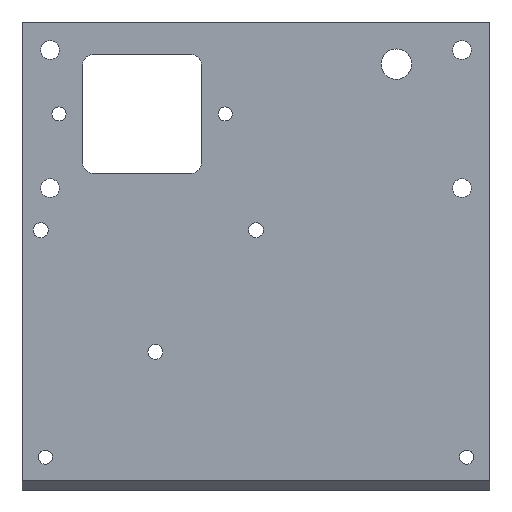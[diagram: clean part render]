
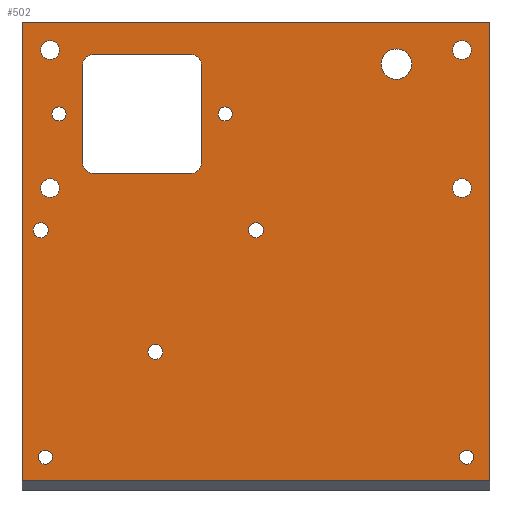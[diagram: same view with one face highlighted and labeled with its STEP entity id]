
A CAD part, top view. The second image highlights one B-rep face of the part: STEP entity #502.
In plain terms, the highlighted planar face has unit normal (0, 0, 1).
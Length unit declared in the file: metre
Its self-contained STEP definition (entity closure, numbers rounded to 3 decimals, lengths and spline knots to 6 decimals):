
#28=LINE('',#778,#59);
#29=LINE('',#781,#60);
#30=LINE('',#783,#61);
#31=LINE('',#785,#62);
#32=LINE('',#789,#63);
#33=LINE('',#793,#64);
#34=LINE('',#797,#65);
#35=LINE('',#801,#66);
#59=VECTOR('',#629,1.);
#60=VECTOR('',#630,1.);
#61=VECTOR('',#631,1.);
#62=VECTOR('',#632,1.);
#63=VECTOR('',#635,1.);
#64=VECTOR('',#638,1.);
#65=VECTOR('',#641,1.);
#66=VECTOR('',#644,1.);
#90=ORIENTED_EDGE('',*,*,#216,.F.);
#91=ORIENTED_EDGE('',*,*,#217,.F.);
#92=ORIENTED_EDGE('',*,*,#218,.F.);
#93=ORIENTED_EDGE('',*,*,#219,.F.);
#94=ORIENTED_EDGE('',*,*,#220,.F.);
#95=ORIENTED_EDGE('',*,*,#221,.F.);
#96=ORIENTED_EDGE('',*,*,#222,.F.);
#97=ORIENTED_EDGE('',*,*,#223,.F.);
#98=ORIENTED_EDGE('',*,*,#224,.F.);
#99=ORIENTED_EDGE('',*,*,#225,.F.);
#100=ORIENTED_EDGE('',*,*,#226,.F.);
#101=ORIENTED_EDGE('',*,*,#227,.F.);
#102=ORIENTED_EDGE('',*,*,#228,.F.);
#103=ORIENTED_EDGE('',*,*,#229,.T.);
#104=ORIENTED_EDGE('',*,*,#230,.T.);
#105=ORIENTED_EDGE('',*,*,#231,.T.);
#106=ORIENTED_EDGE('',*,*,#232,.F.);
#107=ORIENTED_EDGE('',*,*,#233,.T.);
#108=ORIENTED_EDGE('',*,*,#234,.F.);
#109=ORIENTED_EDGE('',*,*,#235,.F.);
#110=ORIENTED_EDGE('',*,*,#236,.F.);
#111=ORIENTED_EDGE('',*,*,#237,.F.);
#112=ORIENTED_EDGE('',*,*,#238,.F.);
#113=ORIENTED_EDGE('',*,*,#239,.T.);
#216=EDGE_CURVE('',#279,#279,#329,.T.);
#217=EDGE_CURVE('',#280,#280,#330,.T.);
#218=EDGE_CURVE('',#281,#281,#331,.T.);
#219=EDGE_CURVE('',#282,#282,#332,.T.);
#220=EDGE_CURVE('',#283,#283,#333,.T.);
#221=EDGE_CURVE('',#284,#284,#334,.T.);
#222=EDGE_CURVE('',#285,#285,#335,.T.);
#223=EDGE_CURVE('',#286,#286,#336,.T.);
#224=EDGE_CURVE('',#287,#287,#337,.T.);
#225=EDGE_CURVE('',#288,#288,#338,.T.);
#226=EDGE_CURVE('',#289,#289,#339,.T.);
#227=EDGE_CURVE('',#290,#290,#340,.T.);
#228=EDGE_CURVE('',#291,#292,#28,.T.);
#229=EDGE_CURVE('',#291,#293,#29,.T.);
#230=EDGE_CURVE('',#293,#294,#30,.T.);
#231=EDGE_CURVE('',#294,#292,#31,.T.);
#232=EDGE_CURVE('',#295,#296,#341,.T.);
#233=EDGE_CURVE('',#295,#297,#32,.T.);
#234=EDGE_CURVE('',#298,#297,#342,.T.);
#235=EDGE_CURVE('',#299,#298,#33,.T.);
#236=EDGE_CURVE('',#300,#299,#343,.T.);
#237=EDGE_CURVE('',#301,#300,#34,.T.);
#238=EDGE_CURVE('',#302,#301,#344,.T.);
#239=EDGE_CURVE('',#302,#296,#35,.T.);
#279=VERTEX_POINT('',#755);
#280=VERTEX_POINT('',#757);
#281=VERTEX_POINT('',#759);
#282=VERTEX_POINT('',#761);
#283=VERTEX_POINT('',#763);
#284=VERTEX_POINT('',#765);
#285=VERTEX_POINT('',#767);
#286=VERTEX_POINT('',#769);
#287=VERTEX_POINT('',#771);
#288=VERTEX_POINT('',#773);
#289=VERTEX_POINT('',#775);
#290=VERTEX_POINT('',#777);
#291=VERTEX_POINT('',#779);
#292=VERTEX_POINT('',#780);
#293=VERTEX_POINT('',#782);
#294=VERTEX_POINT('',#784);
#295=VERTEX_POINT('',#787);
#296=VERTEX_POINT('',#788);
#297=VERTEX_POINT('',#790);
#298=VERTEX_POINT('',#792);
#299=VERTEX_POINT('',#794);
#300=VERTEX_POINT('',#796);
#301=VERTEX_POINT('',#798);
#302=VERTEX_POINT('',#800);
#329=CIRCLE('',#543,0.00325);
#330=CIRCLE('',#544,0.0015);
#331=CIRCLE('',#545,0.0015);
#332=CIRCLE('',#546,0.0016);
#333=CIRCLE('',#547,0.0016);
#334=CIRCLE('',#548,0.0016);
#335=CIRCLE('',#549,0.002);
#336=CIRCLE('',#550,0.0015);
#337=CIRCLE('',#551,0.0015);
#338=CIRCLE('',#552,0.002);
#339=CIRCLE('',#553,0.002);
#340=CIRCLE('',#554,0.002);
#341=CIRCLE('',#555,0.002);
#342=CIRCLE('',#556,0.002);
#343=CIRCLE('',#557,0.002);
#344=CIRCLE('',#558,0.002);
#361=EDGE_LOOP('',(#90));
#362=EDGE_LOOP('',(#91));
#363=EDGE_LOOP('',(#92));
#364=EDGE_LOOP('',(#93));
#365=EDGE_LOOP('',(#94));
#366=EDGE_LOOP('',(#95));
#367=EDGE_LOOP('',(#96));
#368=EDGE_LOOP('',(#97));
#369=EDGE_LOOP('',(#98));
#370=EDGE_LOOP('',(#99));
#371=EDGE_LOOP('',(#100));
#372=EDGE_LOOP('',(#101));
#373=EDGE_LOOP('',(#102,#103,#104,#105));
#374=EDGE_LOOP('',(#106,#107,#108,#109,#110,#111,#112,#113));
#426=FACE_BOUND('',#361,.T.);
#427=FACE_BOUND('',#362,.T.);
#428=FACE_BOUND('',#363,.T.);
#429=FACE_BOUND('',#364,.T.);
#430=FACE_BOUND('',#365,.T.);
#431=FACE_BOUND('',#366,.T.);
#432=FACE_BOUND('',#367,.T.);
#433=FACE_BOUND('',#368,.T.);
#434=FACE_BOUND('',#369,.T.);
#435=FACE_BOUND('',#370,.T.);
#436=FACE_BOUND('',#371,.T.);
#437=FACE_BOUND('',#372,.T.);
#438=FACE_BOUND('',#373,.T.);
#439=FACE_BOUND('',#374,.T.);
#491=PLANE('',#542);
#502=ADVANCED_FACE('',(#426,#427,#428,#429,#430,#431,#432,#433,#434,#435,
#436,#437,#438,#439),#491,.T.);
#542=AXIS2_PLACEMENT_3D('',#753,#603,#604);
#543=AXIS2_PLACEMENT_3D('',#754,#605,#606);
#544=AXIS2_PLACEMENT_3D('',#756,#607,#608);
#545=AXIS2_PLACEMENT_3D('',#758,#609,#610);
#546=AXIS2_PLACEMENT_3D('',#760,#611,#612);
#547=AXIS2_PLACEMENT_3D('',#762,#613,#614);
#548=AXIS2_PLACEMENT_3D('',#764,#615,#616);
#549=AXIS2_PLACEMENT_3D('',#766,#617,#618);
#550=AXIS2_PLACEMENT_3D('',#768,#619,#620);
#551=AXIS2_PLACEMENT_3D('',#770,#621,#622);
#552=AXIS2_PLACEMENT_3D('',#772,#623,#624);
#553=AXIS2_PLACEMENT_3D('',#774,#625,#626);
#554=AXIS2_PLACEMENT_3D('',#776,#627,#628);
#555=AXIS2_PLACEMENT_3D('',#786,#633,#634);
#556=AXIS2_PLACEMENT_3D('',#791,#636,#637);
#557=AXIS2_PLACEMENT_3D('',#795,#639,#640);
#558=AXIS2_PLACEMENT_3D('',#799,#642,#643);
#603=DIRECTION('',(0.,0.,1.));
#604=DIRECTION('',(1.,0.,0.));
#605=DIRECTION('',(0.,0.,1.));
#606=DIRECTION('',(1.,0.,0.));
#607=DIRECTION('',(0.,0.,1.));
#608=DIRECTION('',(1.,0.,0.));
#609=DIRECTION('',(0.,0.,1.));
#610=DIRECTION('',(1.,0.,0.));
#611=DIRECTION('',(0.,0.,1.));
#612=DIRECTION('',(1.,0.,0.));
#613=DIRECTION('',(0.,0.,1.));
#614=DIRECTION('',(1.,0.,0.));
#615=DIRECTION('',(0.,0.,1.));
#616=DIRECTION('',(1.,0.,0.));
#617=DIRECTION('',(0.,0.,1.));
#618=DIRECTION('',(1.,0.,0.));
#619=DIRECTION('',(0.,0.,1.));
#620=DIRECTION('',(1.,0.,0.));
#621=DIRECTION('',(0.,0.,1.));
#622=DIRECTION('',(1.,0.,0.));
#623=DIRECTION('',(0.,0.,1.));
#624=DIRECTION('',(1.,0.,0.));
#625=DIRECTION('',(0.,0.,1.));
#626=DIRECTION('',(1.,0.,0.));
#627=DIRECTION('',(0.,0.,1.));
#628=DIRECTION('',(1.,0.,0.));
#629=DIRECTION('',(0.,1.,0.));
#630=DIRECTION('',(1.,0.,0.));
#631=DIRECTION('',(0.,1.,0.));
#632=DIRECTION('',(-1.,0.,0.));
#633=DIRECTION('',(0.,0.,1.));
#634=DIRECTION('',(1.,0.,0.));
#635=DIRECTION('',(0.,1.,0.));
#636=DIRECTION('',(0.,0.,1.));
#637=DIRECTION('',(1.,0.,0.));
#638=DIRECTION('',(-1.,0.,0.));
#639=DIRECTION('',(0.,0.,1.));
#640=DIRECTION('',(1.,0.,0.));
#641=DIRECTION('',(0.,1.,0.));
#642=DIRECTION('',(0.,0.,1.));
#643=DIRECTION('',(1.,0.,0.));
#644=DIRECTION('',(-1.,0.,0.));
#753=CARTESIAN_POINT('',(0.,0.,0.003));
#754=CARTESIAN_POINT('',(0.03,0.041,0.003));
#755=CARTESIAN_POINT('',(0.03325,0.041,0.003));
#756=CARTESIAN_POINT('',(-0.0066,0.03035,0.003));
#757=CARTESIAN_POINT('',(-0.0051,0.03035,0.003));
#758=CARTESIAN_POINT('',(-0.0421,0.03035,0.003));
#759=CARTESIAN_POINT('',(-0.0406,0.03035,0.003));
#760=CARTESIAN_POINT('',(0.,0.0055,0.003));
#761=CARTESIAN_POINT('',(0.0016,0.0055,0.003));
#762=CARTESIAN_POINT('',(-0.046,0.0055,0.003));
#763=CARTESIAN_POINT('',(-0.0444,0.0055,0.003));
#764=CARTESIAN_POINT('',(-0.0215,-0.0205,0.003));
#765=CARTESIAN_POINT('',(-0.0199,-0.0205,0.003));
#766=CARTESIAN_POINT('',(-0.044,0.044,0.003));
#767=CARTESIAN_POINT('',(-0.042,0.044,0.003));
#768=CARTESIAN_POINT('',(0.045,-0.043,0.003));
#769=CARTESIAN_POINT('',(0.0465,-0.043,0.003));
#770=CARTESIAN_POINT('',(-0.045,-0.043,0.003));
#771=CARTESIAN_POINT('',(-0.0435,-0.043,0.003));
#772=CARTESIAN_POINT('',(0.044,0.0145,0.003));
#773=CARTESIAN_POINT('',(0.046,0.0145,0.003));
#774=CARTESIAN_POINT('',(0.044,0.044,0.003));
#775=CARTESIAN_POINT('',(0.046,0.044,0.003));
#776=CARTESIAN_POINT('',(-0.044,0.0145,0.003));
#777=CARTESIAN_POINT('',(-0.042,0.0145,0.003));
#778=CARTESIAN_POINT('',(-0.05,0.,0.003));
#779=CARTESIAN_POINT('',(-0.05,-0.048,0.003));
#780=CARTESIAN_POINT('',(-0.05,0.05,0.003));
#781=CARTESIAN_POINT('',(0.,-0.048,0.003));
#782=CARTESIAN_POINT('',(0.05,-0.048,0.003));
#783=CARTESIAN_POINT('',(0.05,0.,0.003));
#784=CARTESIAN_POINT('',(0.05,0.05,0.003));
#785=CARTESIAN_POINT('',(0.,0.05,0.003));
#786=CARTESIAN_POINT('',(-0.035,0.0197,0.003));
#787=CARTESIAN_POINT('',(-0.037,0.0197,0.003));
#788=CARTESIAN_POINT('',(-0.035,0.0177,0.003));
#789=CARTESIAN_POINT('',(-0.037,0.03035,0.003));
#790=CARTESIAN_POINT('',(-0.037,0.041,0.003));
#791=CARTESIAN_POINT('',(-0.035,0.041,0.003));
#792=CARTESIAN_POINT('',(-0.035,0.043,0.003));
#793=CARTESIAN_POINT('',(-0.02435,0.043,0.003));
#794=CARTESIAN_POINT('',(-0.0137,0.043,0.003));
#795=CARTESIAN_POINT('',(-0.0137,0.041,0.003));
#796=CARTESIAN_POINT('',(-0.0117,0.041,0.003));
#797=CARTESIAN_POINT('',(-0.0117,0.03035,0.003));
#798=CARTESIAN_POINT('',(-0.0117,0.0197,0.003));
#799=CARTESIAN_POINT('',(-0.0137,0.0197,0.003));
#800=CARTESIAN_POINT('',(-0.0137,0.0177,0.003));
#801=CARTESIAN_POINT('',(-0.02435,0.0177,0.003));
